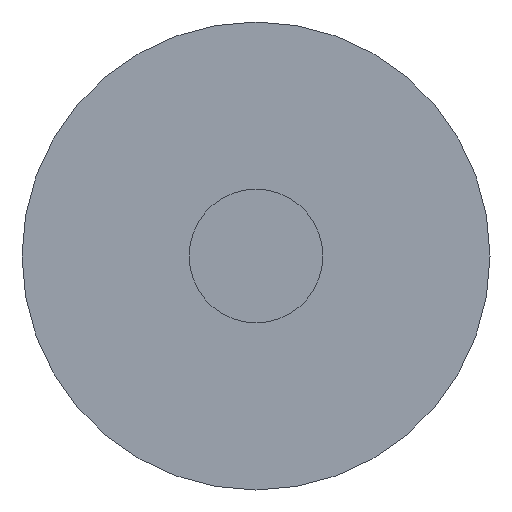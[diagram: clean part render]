
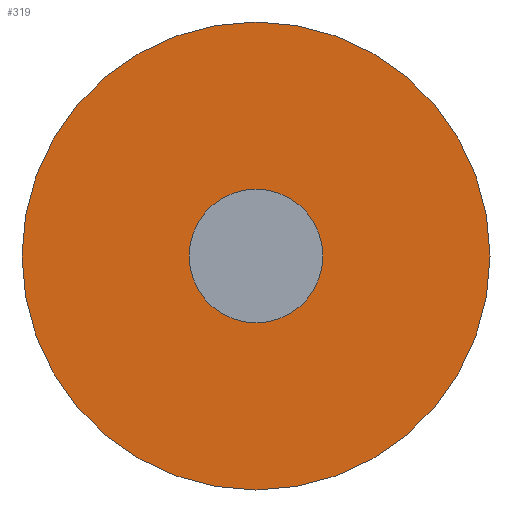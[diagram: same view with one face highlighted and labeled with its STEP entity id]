
A CAD part, front view. The second image highlights one B-rep face of the part: STEP entity #319.
In plain terms, the highlighted planar face has unit normal (0, -1, 0).
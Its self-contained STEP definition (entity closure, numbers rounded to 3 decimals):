
#5 = ORIENTED_EDGE ( 'NONE', *, *, #788, .T. ) ;
#8 = AXIS2_PLACEMENT_3D ( 'NONE', #198, #471, #862 ) ;
#32 = ORIENTED_EDGE ( 'NONE', *, *, #727, .T. ) ;
#50 = CARTESIAN_POINT ( 'NONE',  ( -5., 0., 0. ) ) ;
#54 = AXIS2_PLACEMENT_3D ( 'NONE', #451, #586, #835 ) ;
#73 = VERTEX_POINT ( 'NONE', #219 ) ;
#112 = DIRECTION ( 'NONE',  ( 1., 0., 0. ) ) ;
#158 = AXIS2_PLACEMENT_3D ( 'NONE', #180, #615, #285 ) ;
#180 = CARTESIAN_POINT ( 'NONE',  ( 0., 0., 0. ) ) ;
#193 = DIRECTION ( 'NONE',  ( 0., 1., 0. ) ) ;
#198 = CARTESIAN_POINT ( 'NONE',  ( 0., 0., 0. ) ) ;
#202 = ORIENTED_EDGE ( 'NONE', *, *, #243, .F. ) ;
#206 = CIRCLE ( 'NONE', #54, 17.5 ) ;
#212 = VERTEX_POINT ( 'NONE', #595 ) ;
#219 = CARTESIAN_POINT ( 'NONE',  ( 5., 0., 0. ) ) ;
#223 = FACE_OUTER_BOUND ( 'NONE', #601, .T. ) ;
#243 = EDGE_CURVE ( 'NONE', #73, #476, #282, .T. ) ;
#270 = DIRECTION ( 'NONE',  ( -1., 0., 0. ) ) ;
#276 = CARTESIAN_POINT ( 'NONE',  ( 0., 0., 0. ) ) ;
#277 = CARTESIAN_POINT ( 'NONE',  ( -17.5, 0., 0. ) ) ;
#281 = VERTEX_POINT ( 'NONE', #635 ) ;
#282 = CIRCLE ( 'NONE', #8, 5. ) ;
#285 = DIRECTION ( 'NONE',  ( 1., 0., 0. ) ) ;
#319 = ADVANCED_FACE ( 'NONE', ( #816, #223 ), #467, .F. ) ;
#356 = EDGE_LOOP ( 'NONE', ( #202, #825 ) ) ;
#451 = CARTESIAN_POINT ( 'NONE',  ( 0., 0., 0. ) ) ;
#467 = PLANE ( 'NONE',  #592 ) ;
#471 = DIRECTION ( 'NONE',  ( 0., -1., 0. ) ) ;
#476 = VERTEX_POINT ( 'NONE', #50 ) ;
#514 = DIRECTION ( 'NONE',  ( 0., -1., 0. ) ) ;
#586 = DIRECTION ( 'NONE',  ( 0., -1., 0. ) ) ;
#592 = AXIS2_PLACEMENT_3D ( 'NONE', #277, #193, #270 ) ;
#595 = CARTESIAN_POINT ( 'NONE',  ( 17.5, 0., 0. ) ) ;
#601 = EDGE_LOOP ( 'NONE', ( #32, #5 ) ) ;
#615 = DIRECTION ( 'NONE',  ( 0., -1., 0. ) ) ;
#635 = CARTESIAN_POINT ( 'NONE',  ( -17.5, 0., 0. ) ) ;
#727 = EDGE_CURVE ( 'NONE', #212, #281, #206, .T. ) ;
#762 = CIRCLE ( 'NONE', #158, 5. ) ;
#776 = CIRCLE ( 'NONE', #790, 17.5 ) ;
#788 = EDGE_CURVE ( 'NONE', #281, #212, #776, .T. ) ;
#790 = AXIS2_PLACEMENT_3D ( 'NONE', #276, #514, #112 ) ;
#811 = EDGE_CURVE ( 'NONE', #476, #73, #762, .T. ) ;
#816 = FACE_BOUND ( 'NONE', #356, .T. ) ;
#825 = ORIENTED_EDGE ( 'NONE', *, *, #811, .F. ) ;
#835 = DIRECTION ( 'NONE',  ( 1., 0., 0. ) ) ;
#862 = DIRECTION ( 'NONE',  ( 1., 0., 0. ) ) ;
